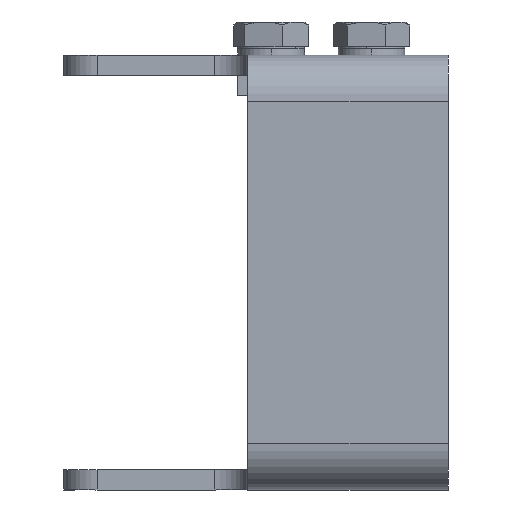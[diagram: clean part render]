
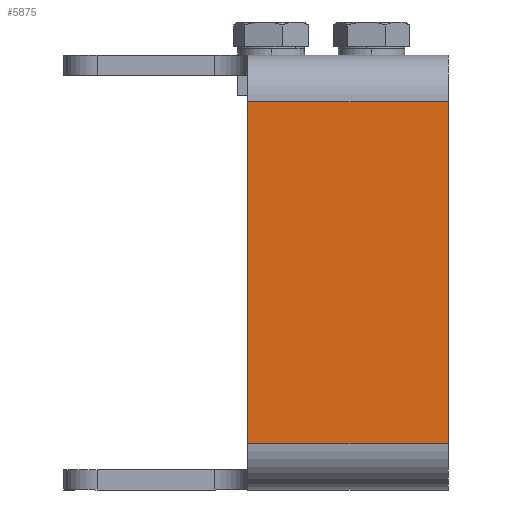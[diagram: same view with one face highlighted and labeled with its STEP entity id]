
A CAD part, left-side view. The second image highlights one B-rep face of the part: STEP entity #5875.
In plain terms, the highlighted planar face has unit normal (-1, 0, 0).
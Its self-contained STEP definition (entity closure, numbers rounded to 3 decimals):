
#112 = CARTESIAN_POINT ( 'NONE',  ( -103.083, -104.05, 212.682 ) ) ;
#174 = VECTOR ( 'NONE', #4793, 1000. ) ;
#387 = DIRECTION ( 'NONE',  ( 0., -1., 0. ) ) ;
#545 = PLANE ( 'NONE',  #5558 ) ;
#616 = LINE ( 'NONE', #4851, #5246 ) ;
#782 = ORIENTED_EDGE ( 'NONE', *, *, #5283, .T. ) ;
#803 = DIRECTION ( 'NONE',  ( 0., 0., 1. ) ) ;
#1072 = LINE ( 'NONE', #2958, #174 ) ;
#1245 = VERTEX_POINT ( 'NONE', #112 ) ;
#1728 = VERTEX_POINT ( 'NONE', #5790 ) ;
#1852 = VECTOR ( 'NONE', #387, 1000. ) ;
#1866 = CARTESIAN_POINT ( 'NONE',  ( -103.083, -104.05, 212.682 ) ) ;
#1915 = VERTEX_POINT ( 'NONE', #3145 ) ;
#2089 = ORIENTED_EDGE ( 'NONE', *, *, #4321, .F. ) ;
#2446 = CARTESIAN_POINT ( 'NONE',  ( -103.083, -104.05, 212.682 ) ) ;
#2854 = DIRECTION ( 'NONE',  ( 0., 0., -1. ) ) ;
#2958 = CARTESIAN_POINT ( 'NONE',  ( -103.083, -104.05, 161.682 ) ) ;
#3112 = ORIENTED_EDGE ( 'NONE', *, *, #4461, .T. ) ;
#3140 = CARTESIAN_POINT ( 'NONE',  ( -103.083, -104.05, 212.682 ) ) ;
#3145 = CARTESIAN_POINT ( 'NONE',  ( -103.083, -104.05, 161.682 ) ) ;
#3154 = LINE ( 'NONE', #1866, #5880 ) ;
#3302 = FACE_OUTER_BOUND ( 'NONE', #4927, .T. ) ;
#3566 = LINE ( 'NONE', #3140, #1852 ) ;
#3748 = ORIENTED_EDGE ( 'NONE', *, *, #3836, .F. ) ;
#3836 = EDGE_CURVE ( 'NONE', #1915, #1245, #3154, .T. ) ;
#4321 = EDGE_CURVE ( 'NONE', #1245, #1728, #3566, .T. ) ;
#4370 = DIRECTION ( 'NONE',  ( 0., 0., 1. ) ) ;
#4461 = EDGE_CURVE ( 'NONE', #4621, #1728, #616, .T. ) ;
#4621 = VERTEX_POINT ( 'NONE', #5858 ) ;
#4793 = DIRECTION ( 'NONE',  ( 0., -1., 0. ) ) ;
#4851 = CARTESIAN_POINT ( 'NONE',  ( -103.083, -134.05, 212.682 ) ) ;
#4927 = EDGE_LOOP ( 'NONE', ( #3112, #2089, #3748, #782 ) ) ;
#5246 = VECTOR ( 'NONE', #4370, 1000. ) ;
#5283 = EDGE_CURVE ( 'NONE', #1915, #4621, #1072, .T. ) ;
#5558 = AXIS2_PLACEMENT_3D ( 'NONE', #2446, #5996, #2854 ) ;
#5790 = CARTESIAN_POINT ( 'NONE',  ( -103.083, -134.05, 212.682 ) ) ;
#5858 = CARTESIAN_POINT ( 'NONE',  ( -103.083, -134.05, 161.682 ) ) ;
#5875 = ADVANCED_FACE ( 'NONE', ( #3302 ), #545, .F. ) ;
#5880 = VECTOR ( 'NONE', #803, 1000. ) ;
#5996 = DIRECTION ( 'NONE',  ( 1., 0., 0. ) ) ;
